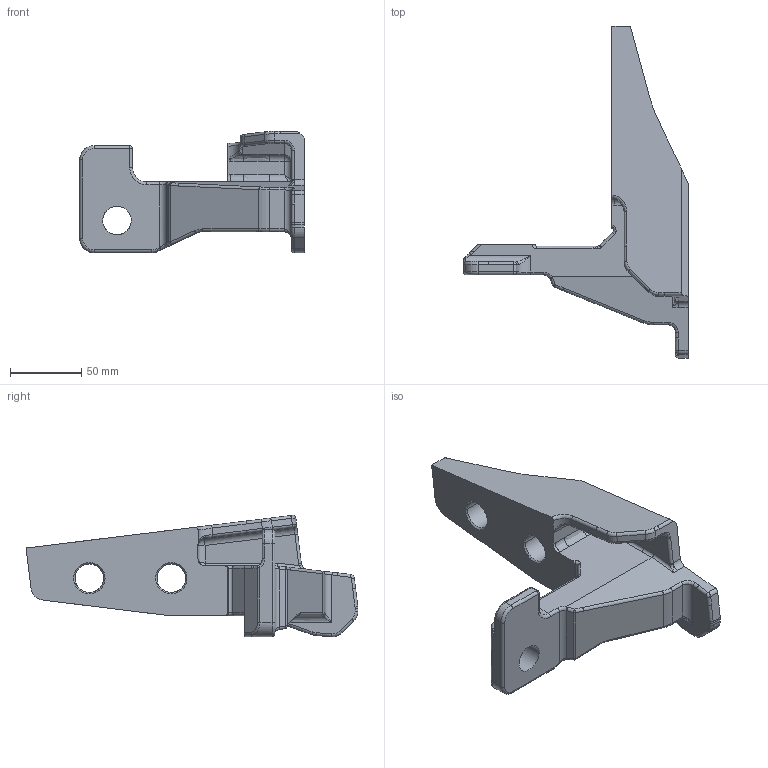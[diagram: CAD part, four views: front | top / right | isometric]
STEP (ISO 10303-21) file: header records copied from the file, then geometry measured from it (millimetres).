
FILE_DESCRIPTION(('CATIA V5 STEP','CAx-IF Rec.Pracs.--- Model Styling and Organization---1.4--- 2014-01-23'),'2;1');
FILE_NAME('51876844_300599031_000_00.stp','2020-07-20T04:17:26+00:00',('%SAPConverter_USERNAME%'),('Jungheinrich AG'),'CATIA Version 5-6 Release 2016 SP5 HF41','CATIA V5 STEP AP214','none');
FILE_SCHEMA(('AUTOMOTIVE_DESIGN { 1 0 10303 214 1 1 1 1 }'));
Length unit declared in the file: millimetre
Products named in the file (1): 51876844 Bracket;SUPPORT. HOR TO VERT raw 300599031_C3D_000_00
Bounding box: 157.47 x 232.79 x 85.14 mm (x, y, z)
Volume: 484351.3 mm3; surface area: 68065.9 mm2
Topology: 1 solids, 1 shells, 225 faces, 575 edges, 342 vertices
Faces by surface type: cylinder 104, plane 44, bspline 32, torus 29, cone 6, sphere 6, extrusion 4
Entity records: 9847 total; most frequent: CARTESIAN_POINT 4937, ORIENTED_EDGE 1134, DIRECTION 763, EDGE_CURVE 567, AXIS2_PLACEMENT_3D 342, VERTEX_POINT 342, VECTOR 239, LINE 235
